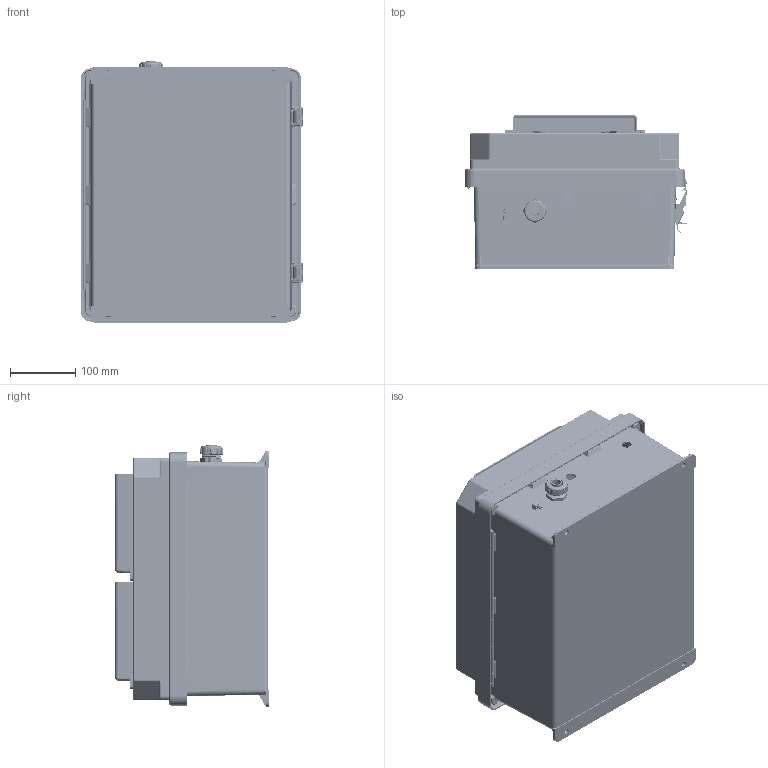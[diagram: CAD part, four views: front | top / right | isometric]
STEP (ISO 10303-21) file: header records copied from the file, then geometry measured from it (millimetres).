
FILE_DESCRIPTION (( 'STEP AP214' ), '1' );
FILE_NAME ('NB141207-10FS_3D.step', '2025-10-28T17:10:25', ( '' ), ( '' ), 'SwSTEP 2.0', 'SolidWorks 2025', '' );
FILE_SCHEMA (( 'AUTOMOTIVE_DESIGN' ));
Length unit declared in the file: inch
Products named in the file (26): XFS-0017; XFN-0013; XCT-0011; XFW-0002; XMH-0007; NB141207-DoorClasp-2; NEMA GroundWire-2; 10-32 NEMA PLATE SCREW; XF797-02; XM220-01-UL; NB141207-Hinge; Fan Screen-120x120 ALUM; XF451-01; XCT-0005; XCT-0010; NB141207-Lid-Vented; NB141207-Box; NB141207-10FS_3D; XCTB-0002; XFN-0002; XMH-0002; XMH-0010; NB141207-DoorClasp-1; XC-0003; XFS-0026; XFN-0003
Assembly tree (50 placements, depth 2):
  NB141207-10FS_3D
    NB141207-Box
    NB141207-Hinge  x2
    NB141207-Lid-Vented
    NB141207-DoorClasp-1  x2
    NB141207-DoorClasp-2  x2
    XC-0003
    XFS-0026
    XCT-0005
    XFN-0003  x2
    XFW-0002
    XF451-01
    XCT-0010
    XCT-0011
    XCTB-0002
    XFN-0013  x2
    XMH-0010  x2
    10-32 NEMA PLATE SCREW  x4
    XFS-0017  x5
    XF797-02
    XMH-0007  x4
    NEMA GroundWire-2
    XM220-01-UL  x2
    XFN-0002  x8
    Fan Screen-120x120 ALUM  x2
    XMH-0002
Bounding box: 341.91 x 236.52 x 402.37 mm (x, y, z)
Volume: 2616446 mm3; surface area: 1687501 mm2
Topology: 56 solids, 57 shells, 6629 faces, 17234 edges, 10737 vertices
Faces by surface type: cylinder 2837, plane 1941, cone 1229, torus 408, bspline 186, sphere 28
Entity records: 145375 total; most frequent: CARTESIAN_POINT 43609, ORIENTED_EDGE 21268, DIRECTION 20911, EDGE_CURVE 10634, AXIS2_PLACEMENT_3D 7903, VERTEX_POINT 6655, LINE 5105, VECTOR 5105
